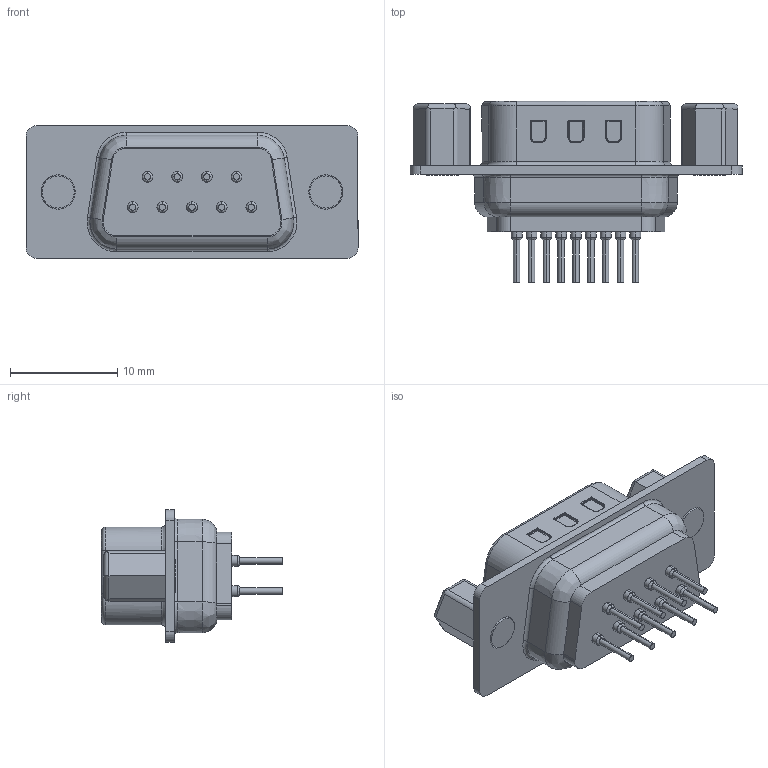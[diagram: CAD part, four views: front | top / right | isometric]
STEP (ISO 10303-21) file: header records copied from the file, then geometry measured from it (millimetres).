
FILE_DESCRIPTION (( 'STEP AP214' ), '1' );
FILE_NAME ('3C5C0273-164A-46D7-9C46-7590159BF7A5.STEP', '2023-08-04T17:39:31', ( '' ), ( '' ), 'SwSTEP 2.0', 'SolidWorks 2022', '' );
FILE_SCHEMA (( 'AUTOMOTIVE_DESIGN' ));
Length unit declared in the file: millimetre
Products named in the file (1): 3C5C0273-164A-46D7-9C46-7590159BF7A5
Bounding box: 31 x 16.9 x 12.4 mm (x, y, z)
Volume: 1394.4 mm3; surface area: 2710.3 mm2
Topology: 1 solids, 1 shells, 534 faces, 1282 edges, 752 vertices
Faces by surface type: cylinder 243, bspline 159, plane 103, cone 29
Entity records: 19987 total; most frequent: CARTESIAN_POINT 7238, ORIENTED_EDGE 2500, DIRECTION 2286, EDGE_CURVE 1250, AXIS2_PLACEMENT_3D 887, VERTEX_POINT 752, EDGE_LOOP 576, FACE_OUTER_BOUND 534
